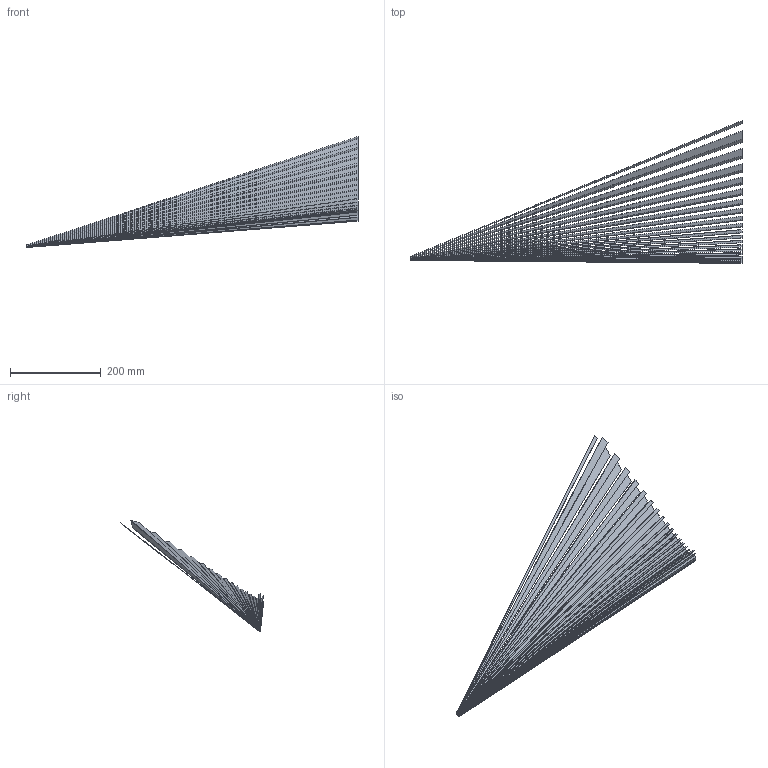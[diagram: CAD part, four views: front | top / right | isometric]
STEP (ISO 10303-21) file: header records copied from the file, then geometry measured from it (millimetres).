
FILE_DESCRIPTION(('FreeCAD Model'),'2;1');
FILE_NAME( 'block_6.step', '2021-06-02T11:36:31',('Author'),(''), 'Open CASCADE STEP processor 7.3','FreeCAD','Unknown');
FILE_SCHEMA(('AUTOMOTIVE_DESIGN { 1 0 10303 214 1 1 1 1 }'));
Length unit declared in the file: millimetre
Products named in the file (1): Part_6
Bounding box: 730 x 313.6 x 244.15 mm (x, y, z)
Volume: 65681.3 mm3; surface area: 451408 mm2
Topology: 7 solids, 7 shells, 269 faces, 764 edges, 509 vertices
Faces by surface type: plane 269
Entity records: 17836 total; most frequent: CARTESIAN_POINT 3780, DIRECTION 2123, LINE 1583, VECTOR 1583, ORIENTED_EDGE 1528, PCURVE 1528, DEFINITIONAL_REPRESENTATION 1528, EDGE_CURVE 764
